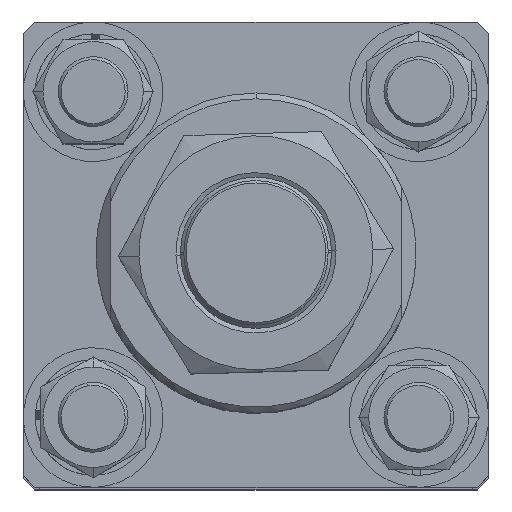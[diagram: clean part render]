
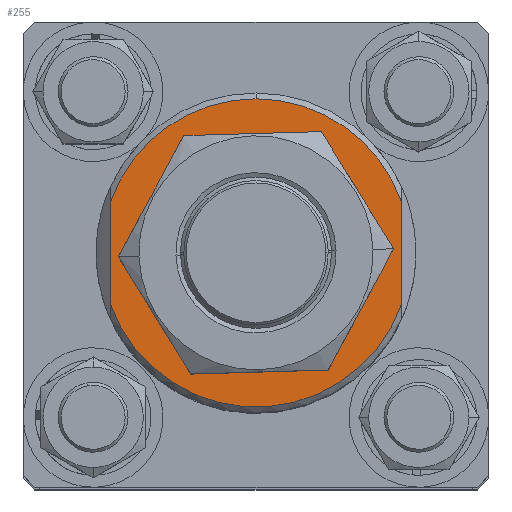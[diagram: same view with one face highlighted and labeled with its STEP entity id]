
A CAD part, top view. The second image highlights one B-rep face of the part: STEP entity #255.
In plain terms, the highlighted face is planar.
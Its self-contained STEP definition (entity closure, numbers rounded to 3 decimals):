
#255 = ADVANCED_FACE ( 'NONE', ( #956, #961 ), #4172, .T. ) ;
#353 = EDGE_LOOP ( 'NONE', ( #7345, #7354 ) ) ;
#354 = EDGE_LOOP ( 'NONE', ( #7353, #7352, #7351, #7349, #7348 ) ) ;
#387 = VERTEX_POINT ( 'NONE', #6764 ) ;
#442 = VERTEX_POINT ( 'NONE', #6816 ) ;
#446 = VERTEX_POINT ( 'NONE', #6820 ) ;
#524 = VERTEX_POINT ( 'NONE', #6848 ) ;
#585 = VERTEX_POINT ( 'NONE', #6909 ) ;
#598 = VERTEX_POINT ( 'NONE', #6922 ) ;
#603 = VERTEX_POINT ( 'NONE', #6927 ) ;
#956 = FACE_BOUND ( 'NONE', #353, .T. ) ;
#961 = FACE_OUTER_BOUND ( 'NONE', #354, .T. ) ;
#1160 = CIRCLE ( 'NONE', #1473, 26.5 ) ;
#1162 = LINE ( 'NONE', #2338, #1166 ) ;
#1166 = VECTOR ( 'NONE', #2335, 1000. ) ;
#1279 = CIRCLE ( 'NONE', #2177, 13.25 ) ;
#1473 = AXIS2_PLACEMENT_3D ( 'NONE', #2339, #2340, #2341 ) ;
#2177 = AXIS2_PLACEMENT_3D ( 'NONE', #3773, #3774, #3775 ) ;
#2335 = DIRECTION ( 'NONE',  ( 0., 0., 1. ) ) ;
#2338 = CARTESIAN_POINT ( 'NONE',  ( -25., 55., -12.5 ) ) ;
#2339 = CARTESIAN_POINT ( 'NONE',  ( 0., 55., 0. ) ) ;
#2340 = DIRECTION ( 'NONE',  ( 0., 1., 0. ) ) ;
#2341 = DIRECTION ( 'NONE',  ( 0., 0., 1. ) ) ;
#3773 = CARTESIAN_POINT ( 'NONE',  ( 0., 55., 0. ) ) ;
#3774 = DIRECTION ( 'NONE',  ( 0., -1., 0. ) ) ;
#3775 = DIRECTION ( 'NONE',  ( 0., 0., 1. ) ) ;
#4169 = CARTESIAN_POINT ( 'NONE',  ( 0., 55., 0. ) ) ;
#4172 = PLANE ( 'NONE',  #8451 ) ;
#4174 = DIRECTION ( 'NONE',  ( 0., 1., 0. ) ) ;
#4175 = DIRECTION ( 'NONE',  ( 0., 0., 1. ) ) ;
#4416 = AXIS2_PLACEMENT_3D ( 'NONE', #6045, #6046, #6047 ) ;
#4461 = AXIS2_PLACEMENT_3D ( 'NONE', #6241, #6242, #6243 ) ;
#4467 = AXIS2_PLACEMENT_3D ( 'NONE', #6277, #6278, #6279 ) ;
#5712 = CIRCLE ( 'NONE', #4416, 26.5 ) ;
#5792 = LINE ( 'NONE', #6182, #5795 ) ;
#5795 = VECTOR ( 'NONE', #6183, 1000. ) ;
#5818 = CIRCLE ( 'NONE', #4461, 13.25 ) ;
#5843 = CIRCLE ( 'NONE', #4467, 26.5 ) ;
#6045 = CARTESIAN_POINT ( 'NONE',  ( 0., 55., 0. ) ) ;
#6046 = DIRECTION ( 'NONE',  ( 0., 1., 0. ) ) ;
#6047 = DIRECTION ( 'NONE',  ( 0., 0., 1. ) ) ;
#6182 = CARTESIAN_POINT ( 'NONE',  ( 25., 55., -12.5 ) ) ;
#6183 = DIRECTION ( 'NONE',  ( 0., 0., 1. ) ) ;
#6241 = CARTESIAN_POINT ( 'NONE',  ( 0., 55., 0. ) ) ;
#6242 = DIRECTION ( 'NONE',  ( 0., -1., 0. ) ) ;
#6243 = DIRECTION ( 'NONE',  ( 0., 0., 1. ) ) ;
#6277 = CARTESIAN_POINT ( 'NONE',  ( 0., 55., 0. ) ) ;
#6278 = DIRECTION ( 'NONE',  ( 0., 1., 0. ) ) ;
#6279 = DIRECTION ( 'NONE',  ( 0., 0., 1. ) ) ;
#6764 = CARTESIAN_POINT ( 'NONE',  ( 0., 55., -13.25 ) ) ;
#6816 = CARTESIAN_POINT ( 'NONE',  ( 25., 55., -8.789 ) ) ;
#6820 = CARTESIAN_POINT ( 'NONE',  ( 25., 55., 8.789 ) ) ;
#6848 = CARTESIAN_POINT ( 'NONE',  ( 0., 55., 13.25 ) ) ;
#6909 = CARTESIAN_POINT ( 'NONE',  ( 0., 55., -26.5 ) ) ;
#6922 = CARTESIAN_POINT ( 'NONE',  ( -25., 55., -8.789 ) ) ;
#6927 = CARTESIAN_POINT ( 'NONE',  ( -25., 55., 8.789 ) ) ;
#7130 = EDGE_CURVE ( 'NONE', #442, #585, #1160, .T. ) ;
#7131 = EDGE_CURVE ( 'NONE', #598, #603, #1162, .T. ) ;
#7218 = EDGE_CURVE ( 'NONE', #387, #524, #1279, .T. ) ;
#7345 = ORIENTED_EDGE ( 'NONE', *, *, #8581, .T. ) ;
#7348 = ORIENTED_EDGE ( 'NONE', *, *, #7131, .T. ) ;
#7349 = ORIENTED_EDGE ( 'NONE', *, *, #8596, .T. ) ;
#7351 = ORIENTED_EDGE ( 'NONE', *, *, #7130, .T. ) ;
#7352 = ORIENTED_EDGE ( 'NONE', *, *, #8560, .F. ) ;
#7353 = ORIENTED_EDGE ( 'NONE', *, *, #8506, .T. ) ;
#7354 = ORIENTED_EDGE ( 'NONE', *, *, #7218, .T. ) ;
#8451 = AXIS2_PLACEMENT_3D ( 'NONE', #4169, #4174, #4175 ) ;
#8506 = EDGE_CURVE ( 'NONE', #603, #446, #5712, .T. ) ;
#8560 = EDGE_CURVE ( 'NONE', #442, #446, #5792, .T. ) ;
#8581 = EDGE_CURVE ( 'NONE', #524, #387, #5818, .T. ) ;
#8596 = EDGE_CURVE ( 'NONE', #585, #598, #5843, .T. ) ;
